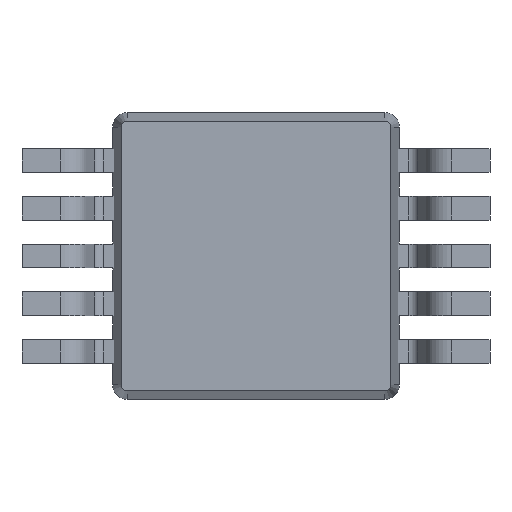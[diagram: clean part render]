
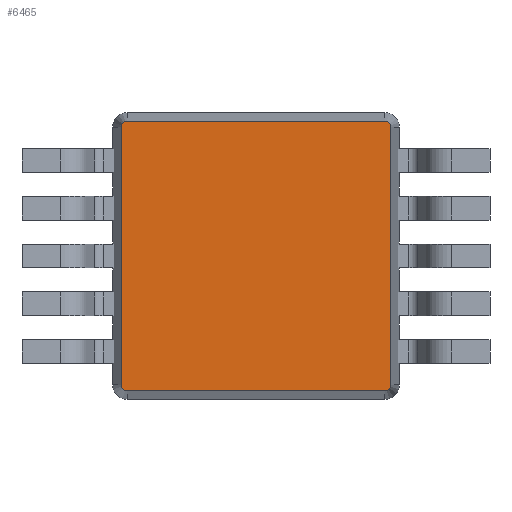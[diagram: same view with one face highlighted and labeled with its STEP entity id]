
A CAD part, front view. The second image highlights one B-rep face of the part: STEP entity #6465.
In plain terms, the highlighted planar face has unit normal (0, -1, 0).
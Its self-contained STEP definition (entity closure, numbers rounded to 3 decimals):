
#244 = ORIENTED_EDGE ( 'NONE', *, *, #3731, .F. ) ;
#420 = DIRECTION ( 'NONE',  ( 1., 0., 0. ) ) ;
#423 = EDGE_CURVE ( 'NONE', #6528, #7056, #1489, .T. ) ;
#504 = CARTESIAN_POINT ( 'NONE',  ( -1.412, 0.15, -1.35 ) ) ;
#1003 = VERTEX_POINT ( 'NONE', #4682 ) ;
#1050 = CARTESIAN_POINT ( 'NONE',  ( 1.35, 0.15, -1.35 ) ) ;
#1142 = DIRECTION ( 'NONE',  ( 0., 1., 0. ) ) ;
#1254 = CIRCLE ( 'NONE', #6310, 0.062 ) ;
#1466 = EDGE_CURVE ( 'NONE', #6030, #1003, #2592, .T. ) ;
#1482 = VERTEX_POINT ( 'NONE', #7242 ) ;
#1489 = CIRCLE ( 'NONE', #7037, 0.062 ) ;
#1500 = DIRECTION ( 'NONE',  ( 0., 1., 0. ) ) ;
#1648 = LINE ( 'NONE', #6103, #6787 ) ;
#1696 = FACE_OUTER_BOUND ( 'NONE', #3617, .T. ) ;
#1915 = CARTESIAN_POINT ( 'NONE',  ( -1.35, 0.15, -1.412 ) ) ;
#2124 = LINE ( 'NONE', #504, #7224 ) ;
#2270 = EDGE_CURVE ( 'NONE', #4360, #6030, #5372, .T. ) ;
#2337 = PLANE ( 'NONE',  #5966 ) ;
#2575 = EDGE_CURVE ( 'NONE', #6606, #6528, #6652, .T. ) ;
#2592 = CIRCLE ( 'NONE', #5882, 0.062 ) ;
#2701 = DIRECTION ( 'NONE',  ( 0., 0., -1. ) ) ;
#2716 = VERTEX_POINT ( 'NONE', #2742 ) ;
#2741 = CARTESIAN_POINT ( 'NONE',  ( -1.412, 0.15, -1.35 ) ) ;
#2742 = CARTESIAN_POINT ( 'NONE',  ( 1.412, 0.15, -1.35 ) ) ;
#3305 = DIRECTION ( 'NONE',  ( 0., 0., -1. ) ) ;
#3617 = EDGE_LOOP ( 'NONE', ( #3893, #5354, #5530, #244, #4873, #6839, #7112, #6983 ) ) ;
#3673 = EDGE_CURVE ( 'NONE', #1482, #4360, #4789, .T. ) ;
#3731 = EDGE_CURVE ( 'NONE', #1003, #2716, #1648, .T. ) ;
#3849 = DIRECTION ( 'NONE',  ( -1., 0., 0. ) ) ;
#3893 = ORIENTED_EDGE ( 'NONE', *, *, #423, .F. ) ;
#3919 = DIRECTION ( 'NONE',  ( 0., -1., 0. ) ) ;
#4267 = CARTESIAN_POINT ( 'NONE',  ( 1.35, 0.15, 1.412 ) ) ;
#4320 = CARTESIAN_POINT ( 'NONE',  ( -1.35, 0.15, -1.35 ) ) ;
#4360 = VERTEX_POINT ( 'NONE', #5586 ) ;
#4380 = DIRECTION ( 'NONE',  ( 0., 0., 1. ) ) ;
#4500 = CARTESIAN_POINT ( 'NONE',  ( 1.35, 0.15, 1.35 ) ) ;
#4682 = CARTESIAN_POINT ( 'NONE',  ( 1.412, 0.15, 1.35 ) ) ;
#4692 = VECTOR ( 'NONE', #3849, 1000. ) ;
#4753 = CARTESIAN_POINT ( 'NONE',  ( -1.35, 0.15, -1.412 ) ) ;
#4789 = CIRCLE ( 'NONE', #6429, 0.062 ) ;
#4873 = ORIENTED_EDGE ( 'NONE', *, *, #1466, .F. ) ;
#4895 = CARTESIAN_POINT ( 'NONE',  ( -1.35, 0.15, 1.412 ) ) ;
#5056 = EDGE_CURVE ( 'NONE', #2716, #6606, #1254, .T. ) ;
#5201 = DIRECTION ( 'NONE',  ( 0., 0., -1. ) ) ;
#5354 = ORIENTED_EDGE ( 'NONE', *, *, #2575, .F. ) ;
#5372 = LINE ( 'NONE', #4895, #5734 ) ;
#5473 = DIRECTION ( 'NONE',  ( 0., 1., 0. ) ) ;
#5530 = ORIENTED_EDGE ( 'NONE', *, *, #5056, .F. ) ;
#5586 = CARTESIAN_POINT ( 'NONE',  ( -1.35, 0.15, 1.412 ) ) ;
#5587 = DIRECTION ( 'NONE',  ( 0., 1., 0. ) ) ;
#5734 = VECTOR ( 'NONE', #420, 1000. ) ;
#5882 = AXIS2_PLACEMENT_3D ( 'NONE', #4500, #1142, #6735 ) ;
#5966 = AXIS2_PLACEMENT_3D ( 'NONE', #6276, #3919, #5201 ) ;
#6030 = VERTEX_POINT ( 'NONE', #4267 ) ;
#6103 = CARTESIAN_POINT ( 'NONE',  ( 1.412, 0.15, -1.35 ) ) ;
#6276 = CARTESIAN_POINT ( 'NONE',  ( -1.35, 0.15, -1.35 ) ) ;
#6310 = AXIS2_PLACEMENT_3D ( 'NONE', #1050, #5587, #6634 ) ;
#6429 = AXIS2_PLACEMENT_3D ( 'NONE', #6546, #5473, #6481 ) ;
#6465 = ADVANCED_FACE ( 'NONE', ( #1696 ), #2337, .T. ) ;
#6481 = DIRECTION ( 'NONE',  ( 0., 0., -1. ) ) ;
#6528 = VERTEX_POINT ( 'NONE', #1915 ) ;
#6546 = CARTESIAN_POINT ( 'NONE',  ( -1.35, 0.15, 1.35 ) ) ;
#6606 = VERTEX_POINT ( 'NONE', #7159 ) ;
#6634 = DIRECTION ( 'NONE',  ( 0., 0., -1. ) ) ;
#6652 = LINE ( 'NONE', #4753, #4692 ) ;
#6735 = DIRECTION ( 'NONE',  ( 0., 0., -1. ) ) ;
#6787 = VECTOR ( 'NONE', #3305, 1000. ) ;
#6839 = ORIENTED_EDGE ( 'NONE', *, *, #2270, .F. ) ;
#6983 = ORIENTED_EDGE ( 'NONE', *, *, #7123, .F. ) ;
#7037 = AXIS2_PLACEMENT_3D ( 'NONE', #4320, #1500, #2701 ) ;
#7056 = VERTEX_POINT ( 'NONE', #2741 ) ;
#7112 = ORIENTED_EDGE ( 'NONE', *, *, #3673, .F. ) ;
#7123 = EDGE_CURVE ( 'NONE', #7056, #1482, #2124, .T. ) ;
#7159 = CARTESIAN_POINT ( 'NONE',  ( 1.35, 0.15, -1.412 ) ) ;
#7224 = VECTOR ( 'NONE', #4380, 1000. ) ;
#7242 = CARTESIAN_POINT ( 'NONE',  ( -1.412, 0.15, 1.35 ) ) ;
